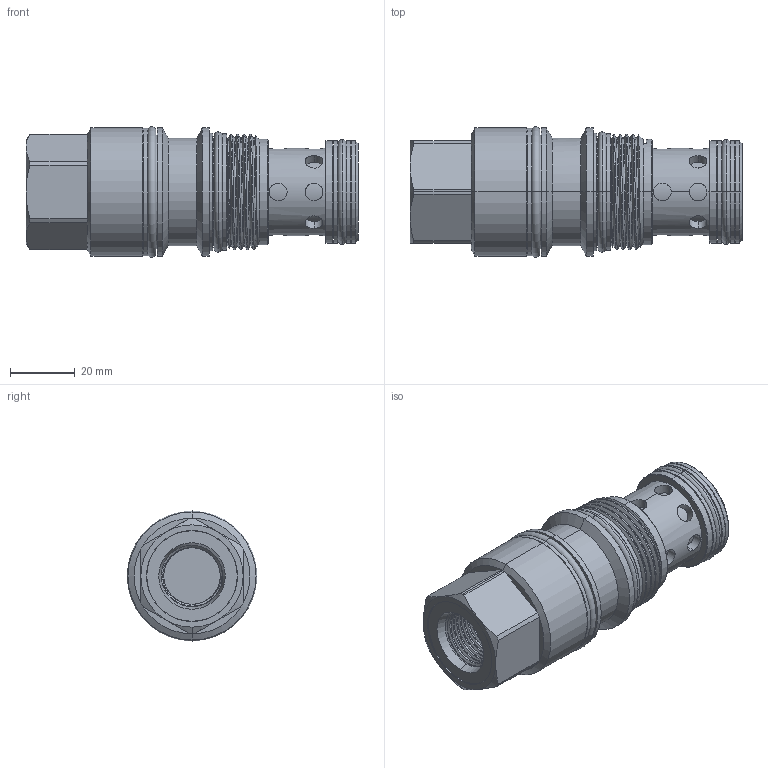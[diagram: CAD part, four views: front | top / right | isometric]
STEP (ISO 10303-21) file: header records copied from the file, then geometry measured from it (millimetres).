
FILE_DESCRIPTION (( 'STEP AP203' ), '1' );
FILE_NAME ('LO17A3D-8W.STEP', '2016-06-04T07:52:51', ( '' ), ( '' ), 'SwSTEP 2.0', 'SolidWorks 2012', '' );
FILE_SCHEMA (( 'CONFIG_CONTROL_DESIGN' ));
Length unit declared in the file: millimetre
Products named in the file (1): LO17A3D-8W
Bounding box: 102.82 x 40.39 x 40.39 mm (x, y, z)
Volume: 86639.2 mm3; surface area: 23116.9 mm2
Topology: 5 solids, 5 shells, 242 faces, 553 edges, 344 vertices
Faces by surface type: cylinder 128, plane 52, cone 42, torus 14, bspline 6
Entity records: 10659 total; most frequent: CARTESIAN_POINT 5319, ORIENTED_EDGE 1106, DIRECTION 1083, EDGE_CURVE 553, AXIS2_PLACEMENT_3D 446, VERTEX_POINT 344, EDGE_LOOP 273, ADVANCED_FACE 242
